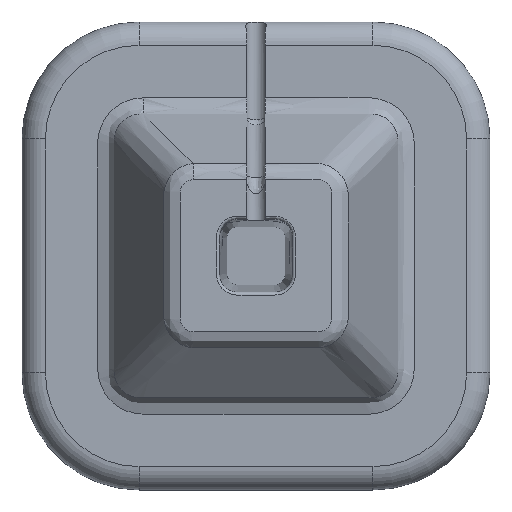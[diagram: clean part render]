
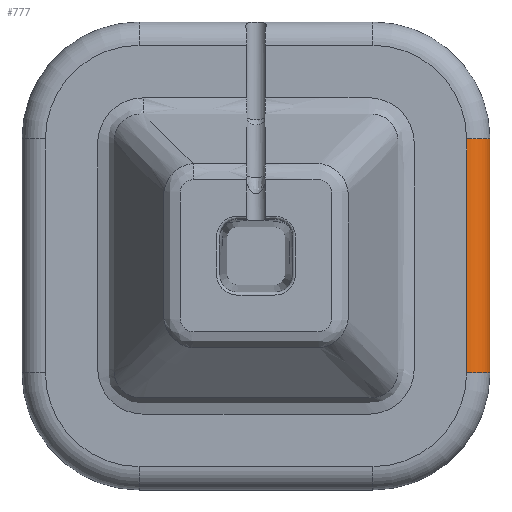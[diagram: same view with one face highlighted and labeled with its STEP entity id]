
A CAD part, top view. The second image highlights one B-rep face of the part: STEP entity #777.
In plain terms, the highlighted cylindrical face has radius 4 mm (diameter 8 mm), a partial arc.
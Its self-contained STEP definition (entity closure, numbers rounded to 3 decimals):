
#25=CIRCLE('',#843,4.);
#29=CIRCLE('',#848,4.);
#116=LINE('',#2886,#155);
#117=LINE('',#2887,#156);
#155=VECTOR('',#956,10.);
#156=VECTOR('',#957,10.);
#183=CYLINDRICAL_SURFACE('',#847,4.);
#208=FACE_OUTER_BOUND('',#249,.T.);
#249=EDGE_LOOP('',(#568,#569,#570,#571));
#338=VERTEX_POINT('',#2874);
#339=VERTEX_POINT('',#2875);
#342=VERTEX_POINT('',#2883);
#343=VERTEX_POINT('',#2884);
#430=EDGE_CURVE('',#338,#339,#25,.T.);
#434=EDGE_CURVE('',#342,#343,#29,.T.);
#435=EDGE_CURVE('',#343,#339,#116,.T.);
#436=EDGE_CURVE('',#338,#342,#117,.T.);
#568=ORIENTED_EDGE('',*,*,#434,.T.);
#569=ORIENTED_EDGE('',*,*,#435,.T.);
#570=ORIENTED_EDGE('',*,*,#430,.F.);
#571=ORIENTED_EDGE('',*,*,#436,.T.);
#777=ADVANCED_FACE('',(#208),#183,.T.);
#843=AXIS2_PLACEMENT_3D('',#2876,#944,#945);
#847=AXIS2_PLACEMENT_3D('',#2882,#952,#953);
#848=AXIS2_PLACEMENT_3D('',#2885,#954,#955);
#944=DIRECTION('center_axis',(0.,-1.,0.));
#945=DIRECTION('ref_axis',(1.,0.,0.));
#952=DIRECTION('center_axis',(0.,1.,0.));
#953=DIRECTION('ref_axis',(0.707,0.,0.707));
#954=DIRECTION('center_axis',(0.,-1.,0.));
#955=DIRECTION('ref_axis',(1.,0.,0.));
#956=DIRECTION('',(0.,-1.,0.));
#957=DIRECTION('',(0.,1.,0.));
#2874=CARTESIAN_POINT('',(40.,-20.,1.));
#2875=CARTESIAN_POINT('',(36.,-20.,5.));
#2876=CARTESIAN_POINT('Origin',(36.,-20.,1.));
#2882=CARTESIAN_POINT('Origin',(36.,-10.,1.));
#2883=CARTESIAN_POINT('',(40.,20.,1.));
#2884=CARTESIAN_POINT('',(36.,20.,5.));
#2885=CARTESIAN_POINT('Origin',(36.,20.,1.));
#2886=CARTESIAN_POINT('',(36.,-10.,5.));
#2887=CARTESIAN_POINT('',(40.,-10.,1.));
